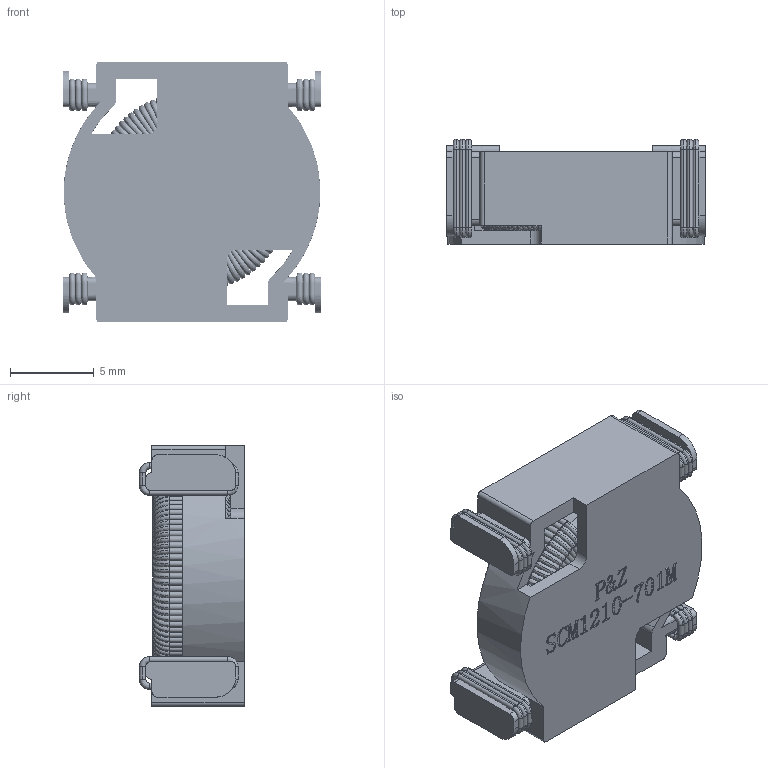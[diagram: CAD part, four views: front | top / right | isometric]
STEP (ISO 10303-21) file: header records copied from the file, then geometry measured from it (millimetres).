
FILE_DESCRIPTION(('FreeCAD Model'),'2;1');
FILE_NAME('Open CASCADE Shape Model','2025-04-29T09:38:10',('FreeCAD'),( 'FreeCAD'),'Open CASCADE STEP processor 7.6','FreeCAD','Unknown');
FILE_SCHEMA(('AUTOMOTIVE_DESIGN { 1 0 10303 214 1 1 1 1 }'));
Products named in the file (1): Open CASCADE STEP translator 7.6 1
Bounding box: 15.45 x 6.28 x 15.57 mm (x, y, z)
Surface area: 2683.2 mm2 (no closed solid volume)
Topology: 0 solids, 92 shells, 1835 faces, 5333 edges, 3518 vertices
Faces by surface type: bspline 1835
Entity records: 70862 total; most frequent: CARTESIAN_POINT 43549, ORIENTED_EDGE 10666, EDGE_CURVE 5333, VERTEX_POINT 3518, FACE_BOUND 1857, EDGE_LOOP 1857, ADVANCED_FACE 1835, B_SPLINE_CURVE_WITH_KNOTS 1713
